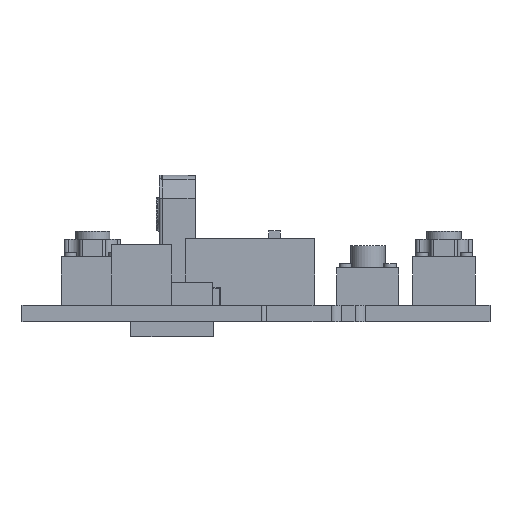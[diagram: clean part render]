
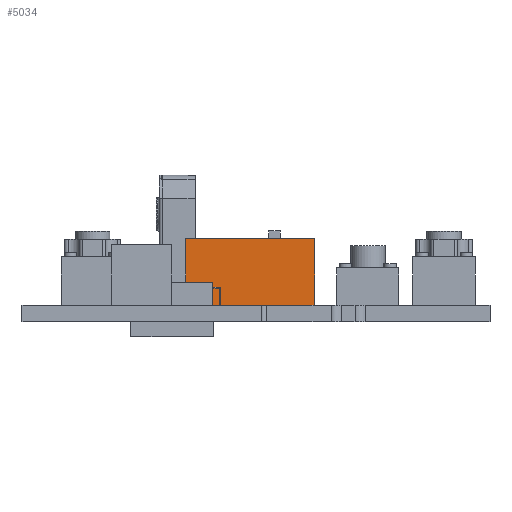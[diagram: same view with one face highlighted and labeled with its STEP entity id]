
A CAD part, front view. The second image highlights one B-rep face of the part: STEP entity #5034.
In plain terms, the highlighted planar face has unit normal (0, -1, 0).
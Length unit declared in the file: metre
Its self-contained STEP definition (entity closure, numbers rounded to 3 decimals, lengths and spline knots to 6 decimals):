
#125=LINE('',#7313,#696);
#129=LINE('',#7321,#700);
#130=LINE('',#7323,#701);
#131=LINE('',#7325,#702);
#696=VECTOR('',#5852,1.);
#700=VECTOR('',#5858,1.);
#701=VECTOR('',#5861,1.);
#702=VECTOR('',#5862,1.);
#1247=PLANE('',#5348);
#1550=ORIENTED_EDGE('',*,*,#2951,.T.);
#1551=ORIENTED_EDGE('',*,*,#2950,.T.);
#1552=ORIENTED_EDGE('',*,*,#2946,.F.);
#1553=ORIENTED_EDGE('',*,*,#2952,.F.);
#2946=EDGE_CURVE('',#3652,#3653,#125,.T.);
#2950=EDGE_CURVE('',#3654,#3653,#129,.T.);
#2951=EDGE_CURVE('',#3656,#3654,#130,.T.);
#2952=EDGE_CURVE('',#3656,#3652,#131,.T.);
#3652=VERTEX_POINT('',#7312);
#3653=VERTEX_POINT('',#7314);
#3654=VERTEX_POINT('',#7318);
#3656=VERTEX_POINT('',#7324);
#4273=EDGE_LOOP('',(#1550,#1551,#1552,#1553));
#4658=FACE_BOUND('',#4273,.T.);
#5034=ADVANCED_FACE('',(#4658),#1247,.T.);
#5348=AXIS2_PLACEMENT_3D('',#7322,#5859,#5860);
#5852=DIRECTION('',(1.,0.,0.));
#5858=DIRECTION('',(0.,0.,1.));
#5859=DIRECTION('',(0.,-1.,0.));
#5860=DIRECTION('',(1.,0.,0.));
#5861=DIRECTION('',(1.,0.,0.));
#5862=DIRECTION('',(0.,0.,1.));
#7312=CARTESIAN_POINT('',(0.163147,12.15219,0.012875));
#7313=CARTESIAN_POINT('',(0.163147,12.15219,0.012875));
#7314=CARTESIAN_POINT('',(0.175897,12.15219,0.012875));
#7318=CARTESIAN_POINT('',(0.175897,12.15219,0.006275));
#7321=CARTESIAN_POINT('',(0.175897,12.15219,0.006275));
#7322=CARTESIAN_POINT('',(0.163147,12.15219,0.006275));
#7323=CARTESIAN_POINT('',(0.163147,12.15219,0.006275));
#7324=CARTESIAN_POINT('',(0.163147,12.15219,0.006275));
#7325=CARTESIAN_POINT('',(0.163147,12.15219,0.006275));
